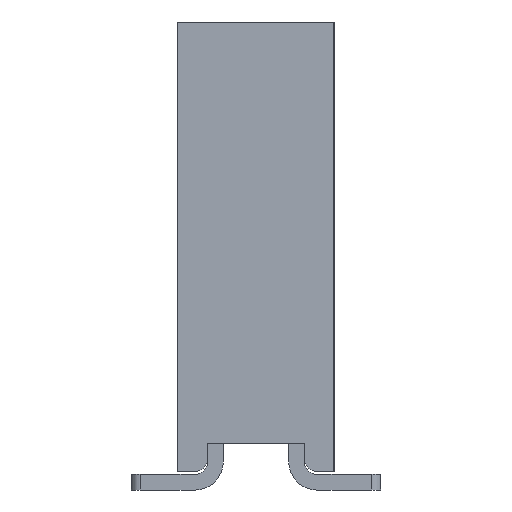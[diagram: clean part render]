
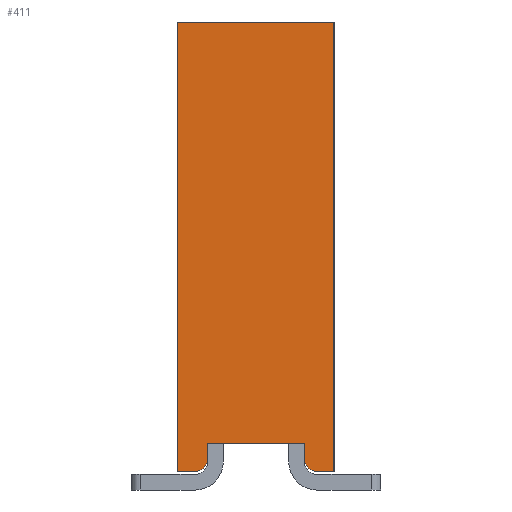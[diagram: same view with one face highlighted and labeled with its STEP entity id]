
A CAD part, left-side view. The second image highlights one B-rep face of the part: STEP entity #411.
In plain terms, the highlighted planar face has unit normal (-1, 0, 0).
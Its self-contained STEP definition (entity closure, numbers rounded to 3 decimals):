
#128=CIRCLE('',#10970,0.2);
#129=CIRCLE('',#10971,0.2);
#411=ADVANCED_FACE('',(#1445),#975,.T.);
#975=PLANE('',#10972);
#1445=FACE_OUTER_BOUND('',#2032,.T.);
#2032=EDGE_LOOP('',(#3036,#3037,#3038,#3039,#3040,#3041,#3042,#3043,#3044,
#3045));
#3036=ORIENTED_EDGE('',*,*,#6971,.T.);
#3037=ORIENTED_EDGE('',*,*,#7072,.T.);
#3038=ORIENTED_EDGE('',*,*,#6964,.T.);
#3039=ORIENTED_EDGE('',*,*,#6968,.F.);
#3040=ORIENTED_EDGE('',*,*,#6950,.F.);
#3041=ORIENTED_EDGE('',*,*,#7073,.T.);
#3042=ORIENTED_EDGE('',*,*,#7074,.T.);
#3043=ORIENTED_EDGE('',*,*,#7070,.T.);
#3044=ORIENTED_EDGE('',*,*,#7068,.T.);
#3045=ORIENTED_EDGE('',*,*,#7075,.F.);
#5923=VERTEX_POINT('',#15137);
#5924=VERTEX_POINT('',#15139);
#5932=VERTEX_POINT('',#15160);
#5935=VERTEX_POINT('',#15165);
#5940=VERTEX_POINT('',#15179);
#5941=VERTEX_POINT('',#15181);
#6035=VERTEX_POINT('',#15370);
#6037=VERTEX_POINT('',#15374);
#6039=VERTEX_POINT('',#15380);
#6040=VERTEX_POINT('',#15385);
#6950=EDGE_CURVE('',#5923,#5924,#8498,.T.);
#6964=EDGE_CURVE('',#5932,#5935,#8512,.T.);
#6968=EDGE_CURVE('',#5924,#5935,#8516,.T.);
#6971=EDGE_CURVE('',#5941,#5940,#8519,.T.);
#7068=EDGE_CURVE('',#6035,#6037,#8616,.T.);
#7070=EDGE_CURVE('',#6039,#6035,#8618,.T.);
#7072=EDGE_CURVE('',#5940,#5932,#128,.T.);
#7073=EDGE_CURVE('',#5923,#6040,#129,.T.);
#7074=EDGE_CURVE('',#6040,#6039,#8620,.T.);
#7075=EDGE_CURVE('',#5941,#6037,#8621,.T.);
#8498=LINE('',#15138,#9858);
#8512=LINE('',#15166,#9872);
#8516=LINE('',#15173,#9876);
#8519=LINE('',#15180,#9879);
#8616=LINE('',#15375,#9976);
#8618=LINE('',#15379,#9978);
#8620=LINE('',#15386,#9980);
#8621=LINE('',#15387,#9981);
#9858=VECTOR('',#12057,1.);
#9872=VECTOR('',#12075,1.);
#9876=VECTOR('',#12081,1.);
#9879=VECTOR('',#12086,1.);
#9976=VECTOR('',#12185,1.);
#9978=VECTOR('',#12189,1.);
#9980=VECTOR('',#12197,1.);
#9981=VECTOR('',#12198,1.);
#10970=AXIS2_PLACEMENT_3D('',#15383,#12193,#12194);
#10971=AXIS2_PLACEMENT_3D('',#15384,#12195,#12196);
#10972=AXIS2_PLACEMENT_3D('',#15388,#12199,#12200);
#12057=DIRECTION('',(0.,0.,1.));
#12075=DIRECTION('',(0.,0.,1.));
#12081=DIRECTION('',(0.,1.,0.));
#12086=DIRECTION('',(0.,-1.,0.));
#12185=DIRECTION('',(0.,1.,0.));
#12189=DIRECTION('',(0.,0.,1.));
#12193=DIRECTION('',(-1.,0.,0.));
#12194=DIRECTION('',(0.,0.,1.));
#12195=DIRECTION('',(-1.,0.,0.));
#12196=DIRECTION('',(0.,0.,1.));
#12197=DIRECTION('',(0.,-1.,0.));
#12198=DIRECTION('',(0.,0.,1.));
#12199=DIRECTION('',(-1.,0.,0.));
#12200=DIRECTION('',(0.,0.,1.));
#15137=CARTESIAN_POINT('',(0.,0.475,0.2));
#15138=CARTESIAN_POINT('',(0.,0.475,0.45));
#15139=CARTESIAN_POINT('',(0.,0.475,0.45));
#15160=CARTESIAN_POINT('',(0.,2.025,0.2));
#15165=CARTESIAN_POINT('',(0.,2.025,0.45));
#15166=CARTESIAN_POINT('',(0.,2.025,0.45));
#15173=CARTESIAN_POINT('',(0.,0.475,0.45));
#15179=CARTESIAN_POINT('',(0.,2.225,0.));
#15180=CARTESIAN_POINT('',(0.,1.25,0.));
#15181=CARTESIAN_POINT('',(0.,2.5,0.));
#15370=CARTESIAN_POINT('',(0.,0.,7.2));
#15374=CARTESIAN_POINT('',(0.,2.5,7.2));
#15375=CARTESIAN_POINT('',(0.,1.25,7.2));
#15379=CARTESIAN_POINT('',(0.,0.,0.));
#15380=CARTESIAN_POINT('',(0.,0.,0.));
#15383=CARTESIAN_POINT('',(0.,2.225,0.2));
#15384=CARTESIAN_POINT('',(0.,0.275,0.2));
#15385=CARTESIAN_POINT('',(0.,0.275,0.));
#15386=CARTESIAN_POINT('',(0.,1.25,0.));
#15387=CARTESIAN_POINT('',(0.,2.5,0.));
#15388=CARTESIAN_POINT('',(0.,1.25,0.));
